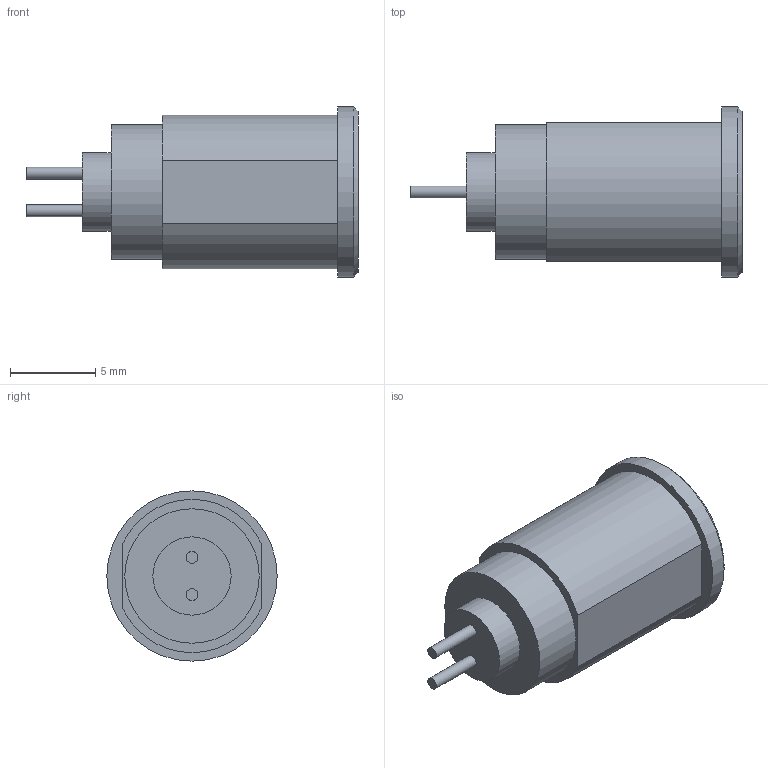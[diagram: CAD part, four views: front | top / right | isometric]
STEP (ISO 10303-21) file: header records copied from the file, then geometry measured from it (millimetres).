
FILE_DESCRIPTION(/* description */ (''),/* implementation_level */ '2;1');
FILE_NAME(/* name */ 'Lemo EGG.0B.302.PCB PINS v2.step',/* time_stamp */ '2022-11-03T17:04:45Z',/* author */ (''),/* organization */ (''),/* preprocessor_version */ 'ST-DEVELOPER v19.2',/* originating_system */ 'Autodesk Translation Framework v11.17.0.187',/* authorisation */ '');
FILE_SCHEMA (('AUTOMOTIVE_DESIGN { 1 0 10303 214 3 1 1 }'));
Length unit declared in the file: millimetre
Products named in the file (1): Lemo EGG.0B.302.PCB PINS
Bounding box: 19.5 x 10 x 10 mm (x, y, z)
Volume: 518.9 mm3; surface area: 817.1 mm2
Topology: 1 solids, 1 shells, 22 faces, 42 edges, 28 vertices
Faces by surface type: plane 13, cylinder 8, cone 1
Full cylindrical faces by diameter (mm): 0.7 x2, 4.6 x1, 7.9 x1, 10 x1
Entity records: 597 total; most frequent: DIRECTION 106, CARTESIAN_POINT 93, ORIENTED_EDGE 84, EDGE_CURVE 42, AXIS2_PLACEMENT_3D 41, EDGE_LOOP 28, VERTEX_POINT 28, LINE 24
